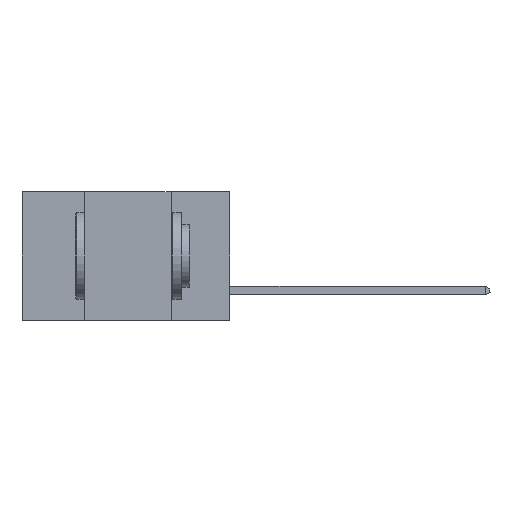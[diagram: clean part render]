
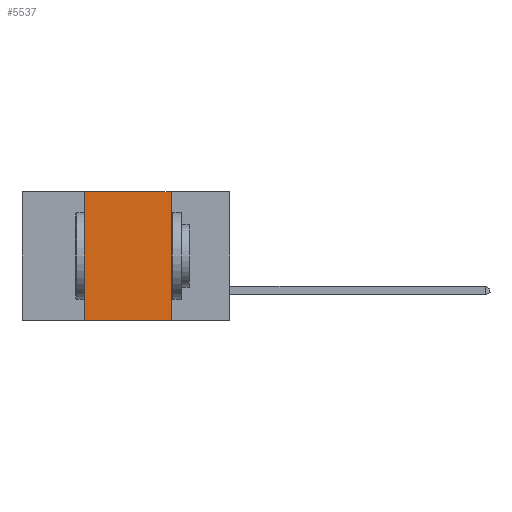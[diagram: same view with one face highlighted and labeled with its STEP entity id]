
A CAD part, left-side view. The second image highlights one B-rep face of the part: STEP entity #5537.
In plain terms, the highlighted planar face has unit normal (-1, 0, 0).
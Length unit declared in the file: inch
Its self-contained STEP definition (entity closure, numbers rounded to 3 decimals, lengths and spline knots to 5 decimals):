
#755 = ORIENTED_EDGE ( 'NONE', *, *, #10170, .T. ) ;
#961 = CARTESIAN_POINT ( 'NONE',  ( 0., 0.6, -0.37 ) ) ;
#1286 = LINE ( 'NONE', #961, #5520 ) ;
#1301 = CARTESIAN_POINT ( 'NONE',  ( 0., 0.42, 0. ) ) ;
#1475 = DIRECTION ( 'NONE',  ( 0., 0., -1. ) ) ;
#1512 = PLANE ( 'NONE',  #8310 ) ;
#1663 = EDGE_CURVE ( 'NONE', #10665, #6436, #6127, .T. ) ;
#1767 = CARTESIAN_POINT ( 'NONE',  ( 0., 0.42, -0.37 ) ) ;
#1990 = VECTOR ( 'NONE', #5895, 39.37008 ) ;
#2118 = ORIENTED_EDGE ( 'NONE', *, *, #2645, .F. ) ;
#2645 = EDGE_CURVE ( 'NONE', #9681, #8248, #8471, .T. ) ;
#3147 = ORIENTED_EDGE ( 'NONE', *, *, #3266, .F. ) ;
#3266 = EDGE_CURVE ( 'NONE', #8248, #10665, #6596, .T. ) ;
#3485 = ORIENTED_EDGE ( 'NONE', *, *, #1663, .F. ) ;
#4242 = CARTESIAN_POINT ( 'NONE',  ( 0., 0.42, 0. ) ) ;
#4855 = EDGE_LOOP ( 'NONE', ( #3485, #3147, #2118, #755 ) ) ;
#5243 = DIRECTION ( 'NONE',  ( 0., -1., 0. ) ) ;
#5520 = VECTOR ( 'NONE', #5243, 39.37008 ) ;
#5537 = ADVANCED_FACE ( 'NONE', ( #10765 ), #1512, .F. ) ;
#5791 = CARTESIAN_POINT ( 'NONE',  ( 0., 0.17, 0. ) ) ;
#5895 = DIRECTION ( 'NONE',  ( 0., 0., 1. ) ) ;
#6127 = LINE ( 'NONE', #5791, #7561 ) ;
#6131 = CARTESIAN_POINT ( 'NONE',  ( 0., 0.17, 0. ) ) ;
#6436 = VERTEX_POINT ( 'NONE', #8529 ) ;
#6596 = LINE ( 'NONE', #7733, #7122 ) ;
#7122 = VECTOR ( 'NONE', #9469, 39.37008 ) ;
#7470 = DIRECTION ( 'NONE',  ( 1., 0., 0. ) ) ;
#7561 = VECTOR ( 'NONE', #10803, 39.37008 ) ;
#7733 = CARTESIAN_POINT ( 'NONE',  ( 0., 0.6, 0. ) ) ;
#8248 = VERTEX_POINT ( 'NONE', #1301 ) ;
#8259 = CARTESIAN_POINT ( 'NONE',  ( 0., 0.6, 0. ) ) ;
#8310 = AXIS2_PLACEMENT_3D ( 'NONE', #8259, #7470, #1475 ) ;
#8471 = LINE ( 'NONE', #4242, #1990 ) ;
#8529 = CARTESIAN_POINT ( 'NONE',  ( 0., 0.17, -0.37 ) ) ;
#9469 = DIRECTION ( 'NONE',  ( 0., -1., 0. ) ) ;
#9681 = VERTEX_POINT ( 'NONE', #1767 ) ;
#10170 = EDGE_CURVE ( 'NONE', #9681, #6436, #1286, .T. ) ;
#10665 = VERTEX_POINT ( 'NONE', #6131 ) ;
#10765 = FACE_OUTER_BOUND ( 'NONE', #4855, .T. ) ;
#10803 = DIRECTION ( 'NONE',  ( 0., 0., -1. ) ) ;
